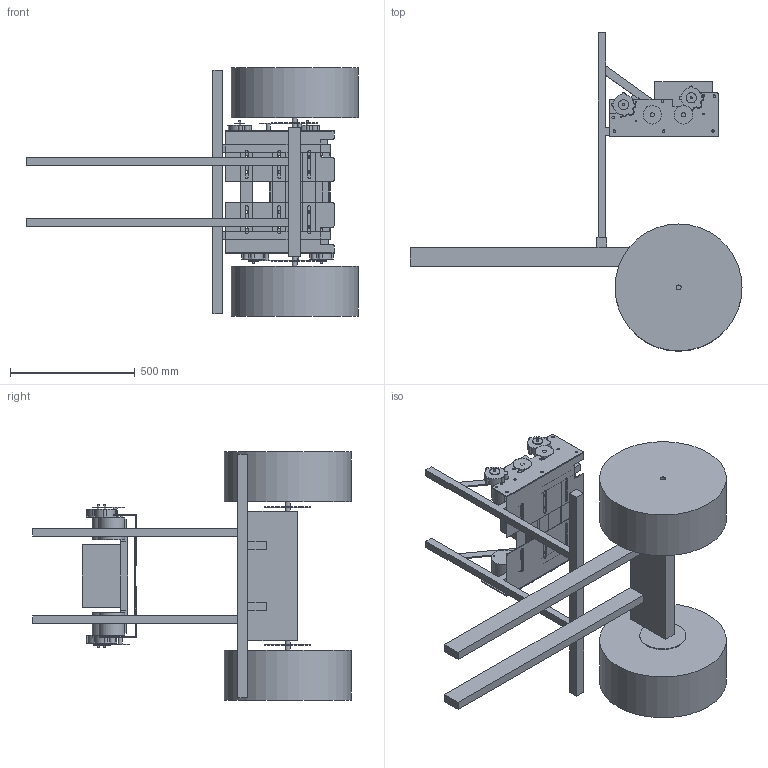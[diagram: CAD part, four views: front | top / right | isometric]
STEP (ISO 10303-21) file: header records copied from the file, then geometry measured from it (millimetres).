
FILE_DESCRIPTION(/* description */ (''),/* implementation_level */ '2;1');
FILE_NAME(/* name */ 'tondeuse V2 v12.step',/* time_stamp */ '2024-05-05T18:16:08+02:00',/* author */ (''),/* organization */ (''),/* preprocessor_version */ 'ST-DEVELOPER v20',/* originating_system */ 'Autodesk Translation Framework v12.20.1.177',/* authorisation */ '');
FILE_SCHEMA (('AUTOMOTIVE_DESIGN { 1 0 10303 214 3 1 1 }'));
Length unit declared in the file: millimetre
Products named in the file (20): tondeuse V2; montant AVG; montant AVD; Support batterie; Pack batteries 24V; Support plateau AV; U chassis G; Essieu AV; fusée AVG; fusée AVD; roue; MY1016Z3; MY1016Z3_1; Support Moteurs Droits; Support Moteurs Dessous; Support Moteurs Gauches; Chaine droite; Pignon renvoie; Chaine Gauche; plaque pour vis glissière
Assembly tree (30 placements, depth 3):
  tondeuse V2
    montant AVG
    montant AVD
    Support batterie
    Pack batteries 24V
    Support plateau AV
    U chassis G  x2
    Essieu AV
    fusée AVG
    fusée AVD
    roue  x2
    MY1016Z3  x4
      MY1016Z3_1
    Support Moteurs Droits
    Support Moteurs Dessous  x2
    plaque pour vis glissière  x3
    Support Moteurs Gauches
    Pignon renvoie  x4
    Chaine droite
    Chaine Gauche
Bounding box: 1329 x 1274 x 994 mm (x, y, z)
Volume: 111668203.9 mm3; surface area: 4339373.9 mm2
Topology: 31 solids, 31 shells, 480 faces, 1147 edges, 762 vertices
Faces by surface type: plane 259, cylinder 221
Full cylindrical faces by diameter (mm): 6 x28, 6.5 x12, 8 x8, 10 x25, 11 x8, 12 x4, 16 x4, 20 x6, 41 x4, 74 x4, 104 x4, 185 x2, 508 x2
Entity records: 9449 total; most frequent: DIRECTION 1627, CARTESIAN_POINT 1523, ORIENTED_EDGE 1426, EDGE_CURVE 713, AXIS2_PLACEMENT_3D 580, VERTEX_POINT 476, LINE 467, VECTOR 467
